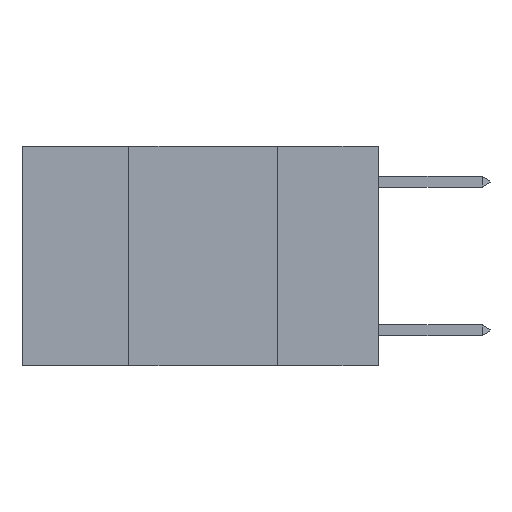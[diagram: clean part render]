
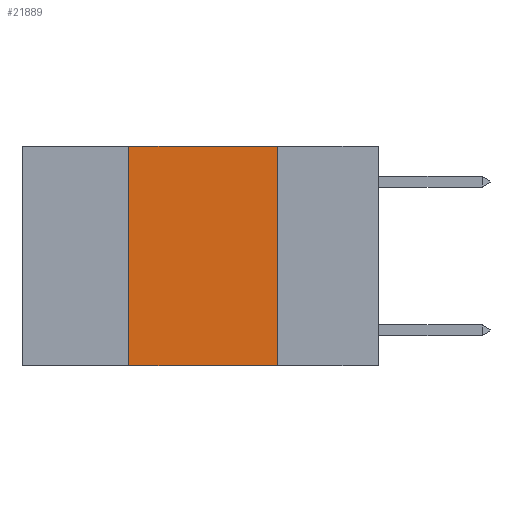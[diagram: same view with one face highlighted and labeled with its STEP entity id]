
A CAD part, left-side view. The second image highlights one B-rep face of the part: STEP entity #21889.
In plain terms, the highlighted planar face has unit normal (-1, 0, 0).
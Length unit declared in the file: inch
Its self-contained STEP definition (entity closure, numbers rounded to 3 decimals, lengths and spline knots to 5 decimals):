
#354 = DIRECTION ( 'NONE',  ( 0., 0., -1. ) ) ;
#860 = VERTEX_POINT ( 'NONE', #4982 ) ;
#1097 = CARTESIAN_POINT ( 'NONE',  ( 0., 0.42, -0.37 ) ) ;
#1479 = EDGE_CURVE ( 'NONE', #3437, #23525, #13734, .T. ) ;
#3437 = VERTEX_POINT ( 'NONE', #6727 ) ;
#3814 = EDGE_CURVE ( 'NONE', #19173, #860, #8499, .T. ) ;
#4062 = PLANE ( 'NONE',  #22459 ) ;
#4145 = CARTESIAN_POINT ( 'NONE',  ( 0., 0.42, 0. ) ) ;
#4982 = CARTESIAN_POINT ( 'NONE',  ( 0., 0.17, -0.37 ) ) ;
#5191 = VECTOR ( 'NONE', #17864, 39.37008 ) ;
#6063 = EDGE_CURVE ( 'NONE', #19173, #3437, #7640, .T. ) ;
#6105 = LINE ( 'NONE', #19839, #5191 ) ;
#6422 = CARTESIAN_POINT ( 'NONE',  ( 0., 0.17, 0. ) ) ;
#6727 = CARTESIAN_POINT ( 'NONE',  ( 0., 0.42, 0. ) ) ;
#7225 = VECTOR ( 'NONE', #22875, 39.37008 ) ;
#7640 = LINE ( 'NONE', #4145, #13417 ) ;
#8499 = LINE ( 'NONE', #21516, #17034 ) ;
#9397 = FACE_OUTER_BOUND ( 'NONE', #24699, .T. ) ;
#9462 = CARTESIAN_POINT ( 'NONE',  ( 0., 0.6, 0. ) ) ;
#9655 = EDGE_CURVE ( 'NONE', #23525, #860, #6105, .T. ) ;
#11540 = CARTESIAN_POINT ( 'NONE',  ( 0., 0.6, 0. ) ) ;
#11684 = DIRECTION ( 'NONE',  ( 1., 0., 0. ) ) ;
#13234 = ORIENTED_EDGE ( 'NONE', *, *, #9655, .F. ) ;
#13417 = VECTOR ( 'NONE', #15285, 39.37008 ) ;
#13734 = LINE ( 'NONE', #9462, #7225 ) ;
#15285 = DIRECTION ( 'NONE',  ( 0., 0., 1. ) ) ;
#17034 = VECTOR ( 'NONE', #18057, 39.37008 ) ;
#17418 = ORIENTED_EDGE ( 'NONE', *, *, #1479, .F. ) ;
#17864 = DIRECTION ( 'NONE',  ( 0., 0., -1. ) ) ;
#18057 = DIRECTION ( 'NONE',  ( 0., -1., 0. ) ) ;
#19173 = VERTEX_POINT ( 'NONE', #1097 ) ;
#19839 = CARTESIAN_POINT ( 'NONE',  ( 0., 0.17, 0. ) ) ;
#20039 = ORIENTED_EDGE ( 'NONE', *, *, #6063, .F. ) ;
#21516 = CARTESIAN_POINT ( 'NONE',  ( 0., 0.6, -0.37 ) ) ;
#21889 = ADVANCED_FACE ( 'NONE', ( #9397 ), #4062, .F. ) ;
#22459 = AXIS2_PLACEMENT_3D ( 'NONE', #11540, #11684, #354 ) ;
#22875 = DIRECTION ( 'NONE',  ( 0., -1., 0. ) ) ;
#23525 = VERTEX_POINT ( 'NONE', #6422 ) ;
#24576 = ORIENTED_EDGE ( 'NONE', *, *, #3814, .T. ) ;
#24699 = EDGE_LOOP ( 'NONE', ( #13234, #17418, #20039, #24576 ) ) ;
